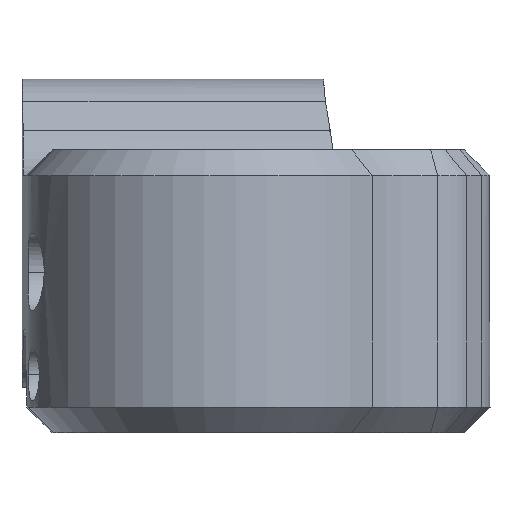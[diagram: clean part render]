
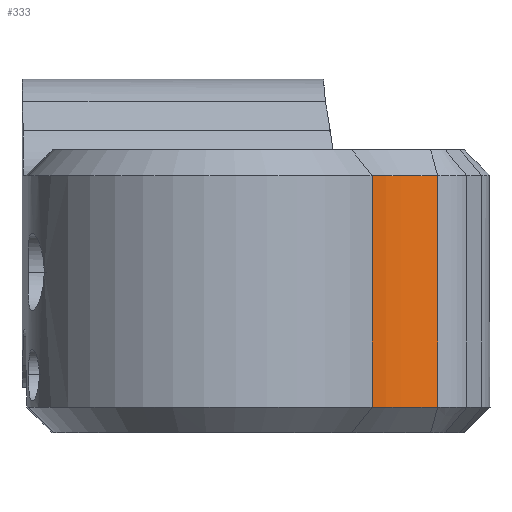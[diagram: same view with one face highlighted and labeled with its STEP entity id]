
A CAD part, front view. The second image highlights one B-rep face of the part: STEP entity #333.
In plain terms, the highlighted cylindrical face has radius 5 mm (diameter 10 mm), a partial arc.
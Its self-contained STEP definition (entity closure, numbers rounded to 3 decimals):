
#5 = DIRECTION ( 'NONE',  ( 0., 0., -1. ) ) ;
#11 = VECTOR ( 'NONE', #14, 1000. ) ;
#14 = DIRECTION ( 'NONE',  ( 0., 0., 1. ) ) ;
#19 = DIRECTION ( 'NONE',  ( 0., 0., 1. ) ) ;
#23 = EDGE_CURVE ( 'NONE', #2093, #3238, #2936, .T. ) ;
#41 = DIRECTION ( 'NONE',  ( 0., 0., 1. ) ) ;
#62 = CARTESIAN_POINT ( 'NONE',  ( 8.421, -2.967, -1. ) ) ;
#89 = CARTESIAN_POINT ( 'NONE',  ( 5.872, -4.666, 2.5 ) ) ;
#101 = DIRECTION ( 'NONE',  ( -1., 0., 0. ) ) ;
#275 = CARTESIAN_POINT ( 'NONE',  ( 8.421, -2.967, 2.5 ) ) ;
#333 = ADVANCED_FACE ( 'NONE', ( #371 ), #2072, .F. ) ;
#371 = FACE_OUTER_BOUND ( 'NONE', #1030, .T. ) ;
#538 = CARTESIAN_POINT ( 'NONE',  ( 9.786, -7.777, 2.5 ) ) ;
#613 = VERTEX_POINT ( 'NONE', #275 ) ;
#735 = AXIS2_PLACEMENT_3D ( 'NONE', #538, #5, #1943 ) ;
#797 = CARTESIAN_POINT ( 'NONE',  ( 5.872, -4.666, 11.5 ) ) ;
#957 = ORIENTED_EDGE ( 'NONE', *, *, #2386, .T. ) ;
#1030 = EDGE_LOOP ( 'NONE', ( #2188, #957, #1608, #1459 ) ) ;
#1459 = ORIENTED_EDGE ( 'NONE', *, *, #1866, .T. ) ;
#1608 = ORIENTED_EDGE ( 'NONE', *, *, #23, .F. ) ;
#1713 = DIRECTION ( 'NONE',  ( 1., 0., 0. ) ) ;
#1814 = AXIS2_PLACEMENT_3D ( 'NONE', #3134, #41, #1713 ) ;
#1866 = EDGE_CURVE ( 'NONE', #2093, #613, #3133, .T. ) ;
#1907 = CIRCLE ( 'NONE', #3300, 5. ) ;
#1943 = DIRECTION ( 'NONE',  ( 1., 0., 0. ) ) ;
#1965 = LINE ( 'NONE', #62, #11 ) ;
#2065 = VERTEX_POINT ( 'NONE', #3357 ) ;
#2072 = CYLINDRICAL_SURFACE ( 'NONE', #1814, 5. ) ;
#2093 = VERTEX_POINT ( 'NONE', #89 ) ;
#2188 = ORIENTED_EDGE ( 'NONE', *, *, #3505, .T. ) ;
#2218 = VECTOR ( 'NONE', #3205, 1000. ) ;
#2354 = CARTESIAN_POINT ( 'NONE',  ( 9.786, -7.777, 11.5 ) ) ;
#2386 = EDGE_CURVE ( 'NONE', #2065, #3238, #1907, .T. ) ;
#2936 = LINE ( 'NONE', #3175, #2218 ) ;
#3133 = CIRCLE ( 'NONE', #735, 5. ) ;
#3134 = CARTESIAN_POINT ( 'NONE',  ( 9.786, -7.777, -1. ) ) ;
#3175 = CARTESIAN_POINT ( 'NONE',  ( 5.872, -4.666, -1. ) ) ;
#3205 = DIRECTION ( 'NONE',  ( 0., 0., 1. ) ) ;
#3238 = VERTEX_POINT ( 'NONE', #797 ) ;
#3300 = AXIS2_PLACEMENT_3D ( 'NONE', #2354, #19, #101 ) ;
#3357 = CARTESIAN_POINT ( 'NONE',  ( 8.421, -2.967, 11.5 ) ) ;
#3505 = EDGE_CURVE ( 'NONE', #613, #2065, #1965, .T. ) ;
